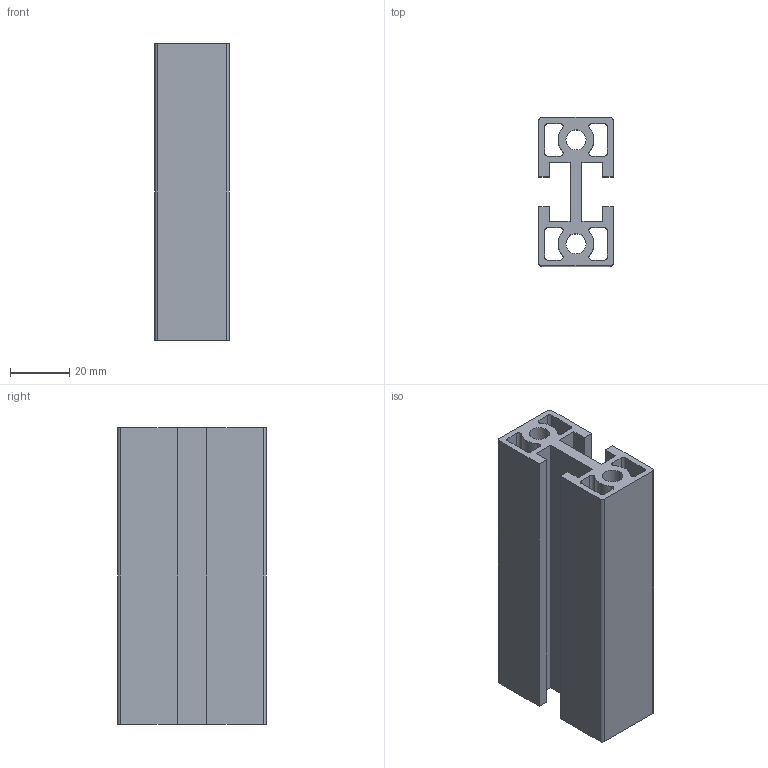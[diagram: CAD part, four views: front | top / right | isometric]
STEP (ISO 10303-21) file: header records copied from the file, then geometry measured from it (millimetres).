
FILE_DESCRIPTION(('Creo Elements/Direct Modeling STEP Export'),'2;1');
FILE_NAME('55.0030.1_Rechteckprofil-MMS-55_25x50mm.stp','2022-03-21T 8:05:59',(''),(''),'PTC Creo Elements/Direct Modeling STEP processor for AP214 (Solid Model)','PTC Creo Elements/Direct Modeling 19.0C 15-Aug-2015 (C) Parametric Technology GmbH','');
FILE_SCHEMA(('AUTOMOTIVE_DESIGN { 1 0 10303 214 1 1 1 1 }'));
Length unit declared in the file: millimetre
Products named in the file (2): Rechteckprofil-MMS-55_25x50mm_55.0030.1_PX175925
Assembly tree (1 placements, depth 2):
  Rechteckprofil-MMS-55_25x50mm_55.0030.1_PX175925
    Rechteckprofil-MMS-55_25x50mm_55.0030.1_PX175925
Bounding box: 25 x 50 x 100 mm (x, y, z)
Volume: 59710.2 mm3; surface area: 41828.9 mm2
Topology: 1 solids, 1 shells, 62 faces, 180 edges, 120 vertices
Faces by surface type: plane 34, cylinder 28
Entity records: 2109 total; most frequent: CARTESIAN_POINT 360, ORIENTED_EDGE 360, DIRECTION 356, EDGE_CURVE 180, VECTOR 124, LINE 124, VERTEX_POINT 120, AXIS2_PLACEMENT_3D 116
